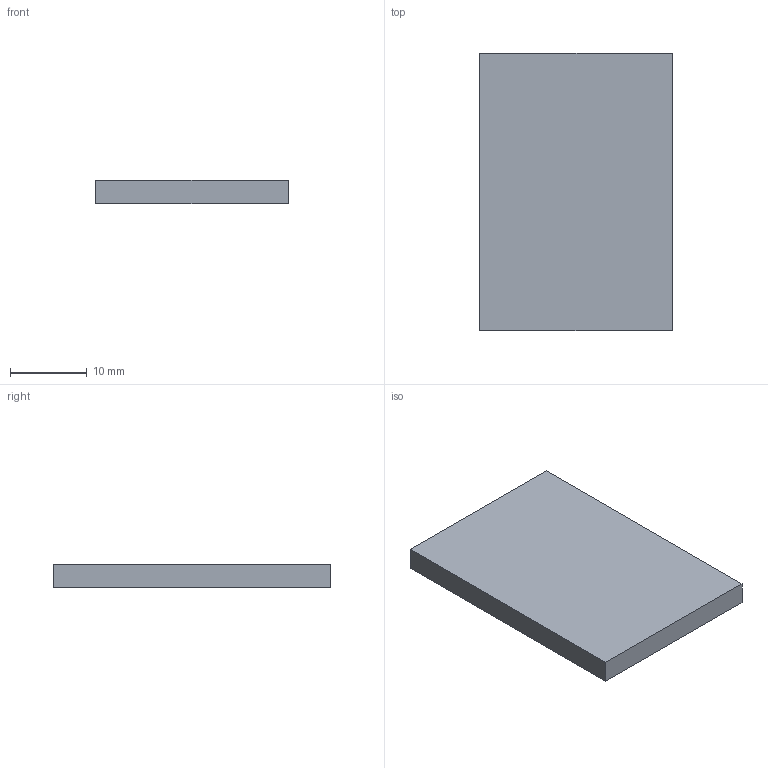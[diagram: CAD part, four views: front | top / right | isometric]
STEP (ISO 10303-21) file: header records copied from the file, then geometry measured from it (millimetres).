
FILE_DESCRIPTION (( 'STEP AP203' ), '1' );
FILE_NAME ('340525.STEP', '2019-07-30T07:31:13', ( '' ), ( '' ), 'SwSTEP 2.0', 'SolidWorks 2016', '' );
FILE_SCHEMA (( 'CONFIG_CONTROL_DESIGN' ));
Length unit declared in the file: millimetre
Products named in the file (2): 340525
Bounding box: 25 x 36 x 3 mm (x, y, z)
Volume: 2700 mm3; surface area: 2166 mm2
Topology: 1 solids, 1 shells, 6 faces, 12 edges, 8 vertices
Faces by surface type: plane 6
Entity records: 311 total; most frequent: CARTESIAN_POINT 28, DIRECTION 28, ORIENTED_EDGE 24, PERSON_AND_ORGANIZATION 16, EDGE_CURVE 12, VECTOR 12, LINE 12, CC_DESIGN_PERSON_AND_ORGANIZATION_ASSIGNMENT 10
